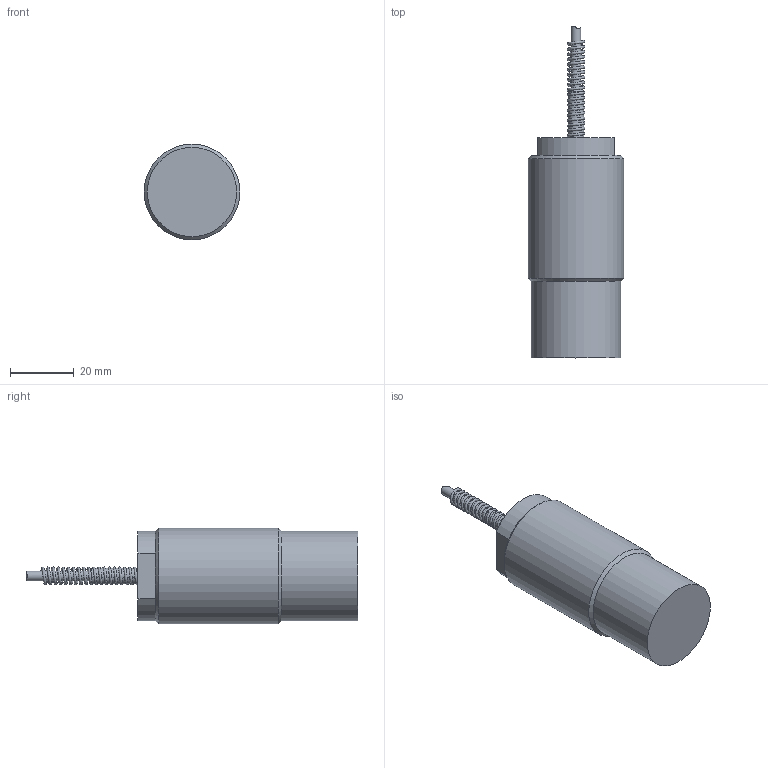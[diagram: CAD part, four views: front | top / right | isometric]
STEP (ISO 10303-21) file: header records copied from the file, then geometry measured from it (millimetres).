
FILE_DESCRIPTION(/* description */ (''),/* implementation_level */ '2;1');
FILE_NAME(/* name */ '498004_Shrinkwrap_1.stp',/* time_stamp */ '2022-06-15T12:16:44+02:00',/* author */ ('Krieger Anja'),/* organization */ (''),/* preprocessor_version */ 'ST-DEVELOPER v18.1',/* originating_system */ 'Autodesk Inventor 2021',/* authorisation */ '');
FILE_SCHEMA (('AUTOMOTIVE_DESIGN { 1 0 10303 214 3 1 1 }'));
Length unit declared in the file: millimetre
Products named in the file (1): 498004_Shrinkwrap_1
Bounding box: 30 x 104.1 x 30 mm (x, y, z)
Volume: 17107.8 mm3; surface area: 14836.9 mm2
Topology: 2 solids, 2 shells, 46 faces, 108 edges, 71 vertices
Faces by surface type: cylinder 24, plane 15, torus 3, cone 3, bspline 1
Full cylindrical faces by diameter (mm): 3 x1, 3.5 x1, 5 x9, 8.8 x1, 9 x1, 24.2 x1, 25.6 x1, 27 x1, 28 x1, 30 x1
Entity records: 8078 total; most frequent: CARTESIAN_POINT 6918, ORIENTED_EDGE 216, DIRECTION 211, EDGE_CURVE 108, AXIS2_PLACEMENT_3D 89, VERTEX_POINT 71, EDGE_LOOP 51, STYLED_ITEM 48
